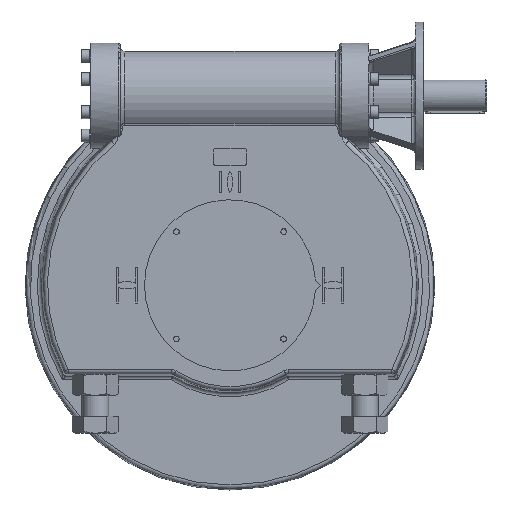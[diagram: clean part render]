
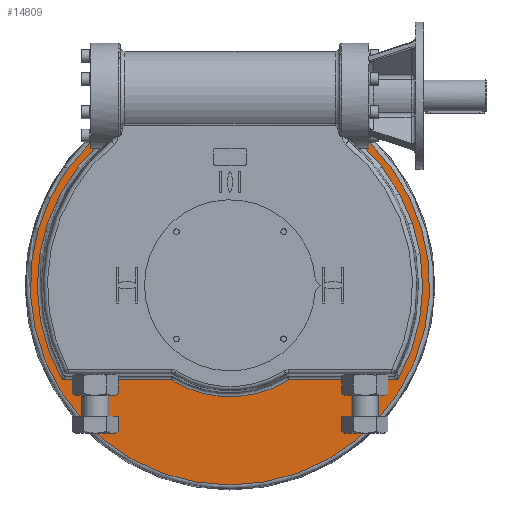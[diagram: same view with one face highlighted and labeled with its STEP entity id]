
A CAD part, front view. The second image highlights one B-rep face of the part: STEP entity #14809.
In plain terms, the highlighted planar face has unit normal (0, -1, 0).
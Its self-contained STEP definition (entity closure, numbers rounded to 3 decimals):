
#111=PLANE('',#15876);
#706=LINE('',#22372,#1699);
#707=LINE('',#22403,#1700);
#708=LINE('',#22415,#1701);
#709=LINE('',#22442,#1702);
#742=LINE('',#24373,#1735);
#743=LINE('',#24377,#1736);
#1699=VECTOR('',#17511,1000.);
#1700=VECTOR('',#17514,1000.);
#1701=VECTOR('',#17523,1000.);
#1702=VECTOR('',#17530,1000.);
#1735=VECTOR('',#17675,1000.);
#1736=VECTOR('',#17678,1000.);
#3059=B_SPLINE_CURVE_WITH_KNOTS('',3,(#22407,#22408,#22409,#22410,#22411),
 .UNSPECIFIED.,.F.,.F.,(4,1,4),(0.,0.001,0.002),
 .UNSPECIFIED.);
#3062=B_SPLINE_CURVE_WITH_KNOTS('',3,(#22446,#22447,#22448,#22449,#22450),
 .UNSPECIFIED.,.F.,.F.,(4,1,4),(0.,0.001,0.002),
 .UNSPECIFIED.);
#3080=B_SPLINE_CURVE_WITH_KNOTS('',3,(#22869,#22870,#22871,#22872),
 .UNSPECIFIED.,.F.,.F.,(4,4),(0.,1.),.UNSPECIFIED.);
#3126=B_SPLINE_CURVE_WITH_KNOTS('',3,(#24366,#24367,#24368,#24369),
 .UNSPECIFIED.,.F.,.F.,(4,4),(0.,1.),.UNSPECIFIED.);
#3846=ORIENTED_EDGE('',*,*,#7990,.F.);
#3847=ORIENTED_EDGE('',*,*,#7988,.T.);
#3848=ORIENTED_EDGE('',*,*,#7986,.T.);
#3849=ORIENTED_EDGE('',*,*,#8022,.T.);
#3850=ORIENTED_EDGE('',*,*,#8123,.T.);
#3851=ORIENTED_EDGE('',*,*,#8124,.T.);
#3852=ORIENTED_EDGE('',*,*,#8125,.T.);
#3853=ORIENTED_EDGE('',*,*,#8126,.T.);
#3854=ORIENTED_EDGE('',*,*,#8127,.T.);
#3855=ORIENTED_EDGE('',*,*,#8122,.T.);
#3856=ORIENTED_EDGE('',*,*,#7983,.T.);
#3857=ORIENTED_EDGE('',*,*,#7996,.T.);
#3858=ORIENTED_EDGE('',*,*,#7994,.F.);
#3859=ORIENTED_EDGE('',*,*,#7992,.T.);
#7983=EDGE_CURVE('',#10165,#10168,#706,.T.);
#7986=EDGE_CURVE('',#10170,#10169,#707,.T.);
#7988=EDGE_CURVE('',#10171,#10170,#3059,.T.);
#7990=EDGE_CURVE('',#10171,#10172,#708,.F.);
#7992=EDGE_CURVE('',#10173,#10172,#11508,.T.);
#7994=EDGE_CURVE('',#10173,#10174,#709,.T.);
#7996=EDGE_CURVE('',#10168,#10174,#3062,.T.);
#8022=EDGE_CURVE('',#10169,#10192,#3080,.T.);
#8122=EDGE_CURVE('',#10258,#10165,#3126,.T.);
#8123=EDGE_CURVE('',#10192,#10259,#11540,.F.);
#8124=EDGE_CURVE('',#10259,#10260,#742,.T.);
#8125=EDGE_CURVE('',#10260,#10261,#11541,.F.);
#8126=EDGE_CURVE('',#10261,#10262,#743,.T.);
#8127=EDGE_CURVE('',#10262,#10258,#11542,.F.);
#10165=VERTEX_POINT('',#22357);
#10168=VERTEX_POINT('',#22371);
#10169=VERTEX_POINT('',#22402);
#10170=VERTEX_POINT('',#22404);
#10171=VERTEX_POINT('',#22412);
#10172=VERTEX_POINT('',#22416);
#10173=VERTEX_POINT('',#22429);
#10174=VERTEX_POINT('',#22443);
#10192=VERTEX_POINT('',#22868);
#10258=VERTEX_POINT('',#24365);
#10259=VERTEX_POINT('',#24372);
#10260=VERTEX_POINT('',#24374);
#10261=VERTEX_POINT('',#24376);
#10262=VERTEX_POINT('',#24378);
#11508=CIRCLE('',#15820,474.073);
#11540=CIRCLE('',#15877,457.546);
#11541=CIRCLE('',#15878,264.546);
#11542=CIRCLE('',#15879,457.546);
#12231=EDGE_LOOP('',(#3846,#3847,#3848,#3849,#3850,#3851,#3852,#3853,#3854,
#3855,#3856,#3857,#3858,#3859));
#13488=FACE_BOUND('',#12231,.T.);
#14809=ADVANCED_FACE('',(#13488),#111,.T.);
#15820=AXIS2_PLACEMENT_3D('',#22428,#17526,#17527);
#15876=AXIS2_PLACEMENT_3D('',#24370,#17671,#17672);
#15877=AXIS2_PLACEMENT_3D('',#24371,#17673,#17674);
#15878=AXIS2_PLACEMENT_3D('',#24375,#17676,#17677);
#15879=AXIS2_PLACEMENT_3D('',#24379,#17679,#17680);
#17511=DIRECTION('',(0.,0.,1.));
#17514=DIRECTION('',(0.,0.,-1.));
#17523=DIRECTION('',(-1.,0.,0.));
#17526=DIRECTION('',(0.,-1.,0.));
#17527=DIRECTION('',(1.,0.,0.));
#17530=DIRECTION('',(1.,0.,0.));
#17671=DIRECTION('',(0.,-1.,0.));
#17672=DIRECTION('',(1.,0.,0.));
#17673=DIRECTION('',(0.,-1.,0.));
#17674=DIRECTION('',(1.,0.,0.));
#17675=DIRECTION('',(-1.,0.,0.));
#17676=DIRECTION('',(0.,-1.,0.));
#17677=DIRECTION('',(1.,0.,0.));
#17678=DIRECTION('',(-1.,0.,0.));
#17679=DIRECTION('',(0.,-1.,0.));
#17680=DIRECTION('',(1.,0.,0.));
#22357=CARTESIAN_POINT('',(-310.,-65.,337.018));
#22371=CARTESIAN_POINT('',(-310.,-65.,339.203));
#22372=CARTESIAN_POINT('',(-310.,-65.,450.));
#22402=CARTESIAN_POINT('',(310.,-65.,337.018));
#22403=CARTESIAN_POINT('',(310.,-65.,-486.));
#22404=CARTESIAN_POINT('',(310.,-65.,339.203));
#22407=CARTESIAN_POINT('',(311.,-65.,338.067));
#22408=CARTESIAN_POINT('',(310.717,-65.,338.067));
#22409=CARTESIAN_POINT('',(310.183,-65.,338.357));
#22410=CARTESIAN_POINT('',(310.,-65.,338.921));
#22411=CARTESIAN_POINT('',(310.,-65.,339.203));
#22412=CARTESIAN_POINT('',(311.,-65.,338.067));
#22415=CARTESIAN_POINT('',(1775.493,-65.,338.067));
#22416=CARTESIAN_POINT('',(332.349,-65.,338.067));
#22428=CARTESIAN_POINT('',(0.,-65.,0.));
#22429=CARTESIAN_POINT('',(-332.349,-65.,338.067));
#22442=CARTESIAN_POINT('',(-1775.493,-65.,338.067));
#22443=CARTESIAN_POINT('',(-311.,-65.,338.067));
#22446=CARTESIAN_POINT('',(-310.,-65.,339.203));
#22447=CARTESIAN_POINT('',(-310.,-65.,338.921));
#22448=CARTESIAN_POINT('',(-310.182,-65.,338.359));
#22449=CARTESIAN_POINT('',(-310.716,-65.,338.067));
#22450=CARTESIAN_POINT('',(-311.,-65.,338.067));
#22868=CARTESIAN_POINT('',(309.463,-65.,337.018));
#22869=CARTESIAN_POINT('',(310.,-65.,337.018));
#22870=CARTESIAN_POINT('',(309.821,-65.,337.018));
#22871=CARTESIAN_POINT('',(309.642,-65.,337.018));
#22872=CARTESIAN_POINT('',(309.463,-65.,337.018));
#24365=CARTESIAN_POINT('',(-309.463,-65.,337.018));
#24366=CARTESIAN_POINT('',(-309.463,-65.,337.018));
#24367=CARTESIAN_POINT('',(-309.642,-65.,337.018));
#24368=CARTESIAN_POINT('',(-309.821,-65.,337.018));
#24369=CARTESIAN_POINT('',(-310.,-65.,337.018));
#24370=CARTESIAN_POINT('',(0.,-65.,-486.));
#24371=CARTESIAN_POINT('',(0.,-65.,0.));
#24372=CARTESIAN_POINT('',(398.657,-65.,-224.546));
#24373=CARTESIAN_POINT('',(137.081,-65.,-224.546));
#24374=CARTESIAN_POINT('',(139.87,-65.,-224.546));
#24375=CARTESIAN_POINT('',(0.,-65.,0.));
#24376=CARTESIAN_POINT('',(-139.87,-65.,-224.546));
#24377=CARTESIAN_POINT('',(-392.972,-65.,-224.546));
#24378=CARTESIAN_POINT('',(-398.657,-65.,-224.546));
#24379=CARTESIAN_POINT('',(0.,-65.,0.));
